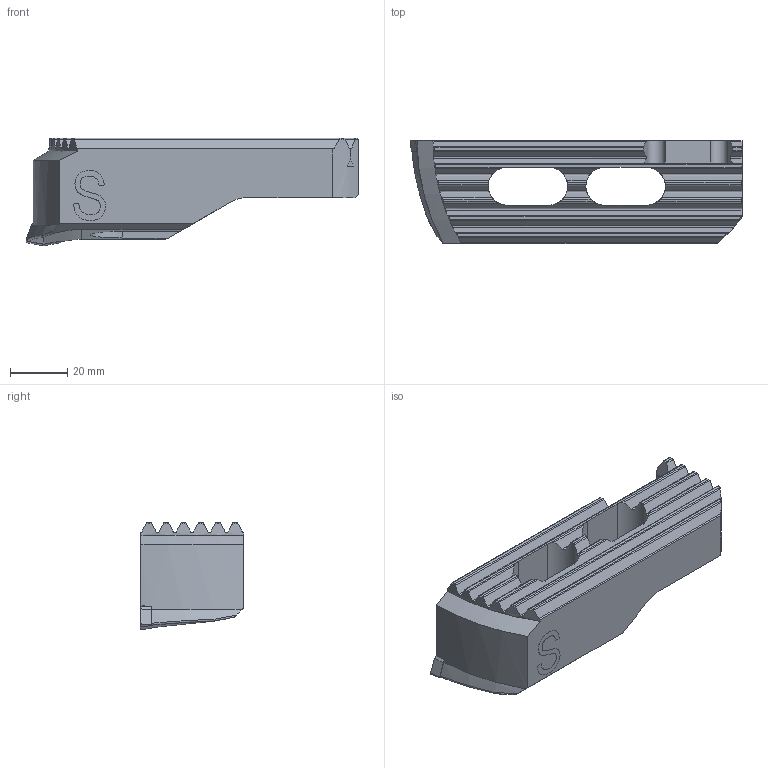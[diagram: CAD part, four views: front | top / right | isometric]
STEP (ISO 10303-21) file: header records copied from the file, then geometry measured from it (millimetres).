
FILE_DESCRIPTION(('no description'),'unknown implementation level');
FILE_NAME('503B76C3-DD8A-4A9D-9C91-332CD945004C_export.stp',' ',('CIMSOURCE GmbH'),('CADClick - KiM GmbH - www.kimweb.de'),'unknown preprocess','ACIS','unknown authorization');
FILE_SCHEMA(('automotive_design'));
Length unit declared in the file: millimetre
Products named in the file (3): 639.281 Kaiser 156-184 SW148 WC06 S|655.651 Kaiser WCMT 06T308 K20C;Kombinieren1; 639.281 Kaiser 156-184 SW148 WC06 S|694.137 Kasier ETL M3,5 X 9,4 T10 IP 10S;Schnitt-Linear austragen2; 639.281 Kaiser 156-184 SW148 WC06 S|639.281 Kaiser 156-184 SW148 WC06 S.;RSS-Marke
Bounding box: 115.5 x 36.07 x 37.4 mm (x, y, z)
Volume: 73640.2 mm3; surface area: 20265.8 mm2
Topology: 3 solids, 3 shells, 267 faces, 744 edges, 484 vertices
Faces by surface type: plane 102, cylinder 96, cone 31, bspline 30, torus 8
Entity records: 19831 total; most frequent: CARTESIAN_POINT 4831, STYLED_ITEM 1495, PRESENTATION_STYLE_ASSIGNMENT 1495, COLOUR_RGB 1495, ORIENTED_EDGE 1482, DIRECTION 1321, EDGE_CURVE 741, CURVE_STYLE 741
